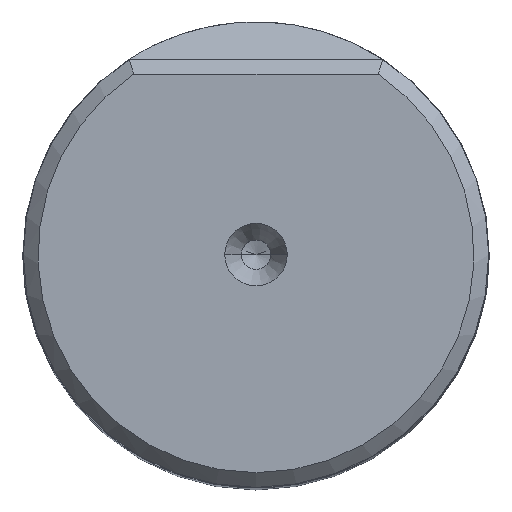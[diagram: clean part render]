
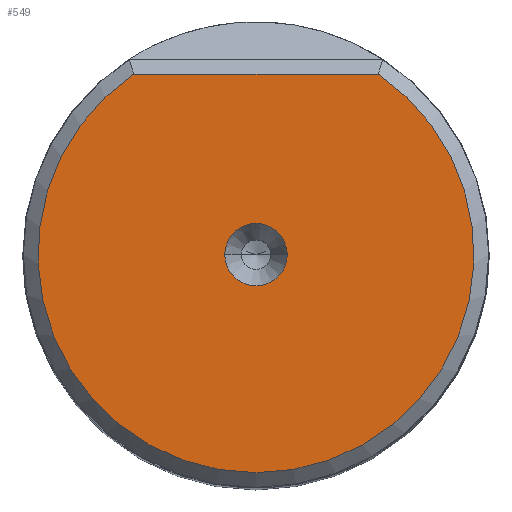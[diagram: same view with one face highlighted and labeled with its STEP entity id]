
A CAD part, top view. The second image highlights one B-rep face of the part: STEP entity #549.
In plain terms, the highlighted planar face has unit normal (0, 0, 1).
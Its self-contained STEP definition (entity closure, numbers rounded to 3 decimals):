
#549=ADVANCED_FACE('',(#775,#776),#733,.T.);
#733=PLANE('',#3546);
#775=FACE_BOUND('',#796,.T.);
#776=FACE_BOUND('',#797,.T.);
#796=EDGE_LOOP('',(#1206,#1207,#1208));
#797=EDGE_LOOP('',(#1209,#1210));
#991=CIRCLE('',#3542,14.84);
#992=CIRCLE('',#3543,14.84);
#993=CIRCLE('',#3544,2.125);
#994=CIRCLE('',#3545,2.125);
#1206=ORIENTED_EDGE('',*,*,#2646,.F.);
#1207=ORIENTED_EDGE('',*,*,#2647,.F.);
#1208=ORIENTED_EDGE('',*,*,#2648,.F.);
#1209=ORIENTED_EDGE('',*,*,#2649,.F.);
#1210=ORIENTED_EDGE('',*,*,#2650,.F.);
#2280=VERTEX_POINT('',#5007);
#2281=VERTEX_POINT('',#5008);
#2282=VERTEX_POINT('',#5010);
#2283=VERTEX_POINT('',#5013);
#2284=VERTEX_POINT('',#5014);
#2646=EDGE_CURVE('',#2280,#2281,#3183,.T.);
#2647=EDGE_CURVE('',#2282,#2280,#991,.T.);
#2648=EDGE_CURVE('',#2281,#2282,#992,.T.);
#2649=EDGE_CURVE('',#2283,#2284,#993,.T.);
#2650=EDGE_CURVE('',#2284,#2283,#994,.T.);
#3183=LINE('',#5006,#3318);
#3318=VECTOR('',#4001,1.);
#3542=AXIS2_PLACEMENT_3D('',#5009,#4002,#4003);
#3543=AXIS2_PLACEMENT_3D('',#5011,#4004,#4005);
#3544=AXIS2_PLACEMENT_3D('',#5012,#4006,#4007);
#3545=AXIS2_PLACEMENT_3D('',#5015,#4008,#4009);
#3546=AXIS2_PLACEMENT_3D('',#5016,#4010,#4011);
#4001=DIRECTION('',(1.,0.,0.));
#4002=DIRECTION('',(0.,0.,-1.));
#4003=DIRECTION('',(0.,-1.,0.));
#4004=DIRECTION('',(0.,0.,-1.));
#4005=DIRECTION('',(0.561,0.828,0.));
#4006=DIRECTION('',(0.,0.,1.));
#4007=DIRECTION('',(-1.,0.,0.));
#4008=DIRECTION('',(0.,0.,1.));
#4009=DIRECTION('',(1.,0.,0.));
#4010=DIRECTION('',(0.,0.,1.));
#4011=DIRECTION('',(-1.,0.,0.));
#5006=CARTESIAN_POINT('',(-8.325,12.285,0.));
#5007=CARTESIAN_POINT('',(-8.325,12.285,0.));
#5008=CARTESIAN_POINT('',(8.325,12.285,0.));
#5009=CARTESIAN_POINT('',(0.,0.,0.));
#5010=CARTESIAN_POINT('',(0.,-14.84,0.));
#5011=CARTESIAN_POINT('',(0.,0.,0.));
#5012=CARTESIAN_POINT('',(0.,0.,0.));
#5013=CARTESIAN_POINT('',(-2.125,0.,0.));
#5014=CARTESIAN_POINT('',(2.125,0.,0.));
#5015=CARTESIAN_POINT('',(0.,0.,0.));
#5016=CARTESIAN_POINT('',(0.,-1.277,0.));
